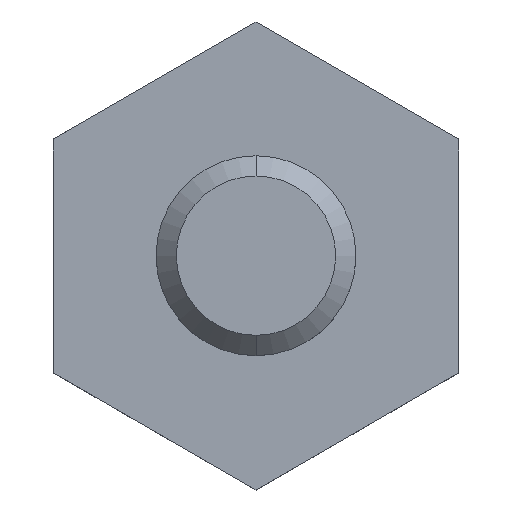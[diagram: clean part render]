
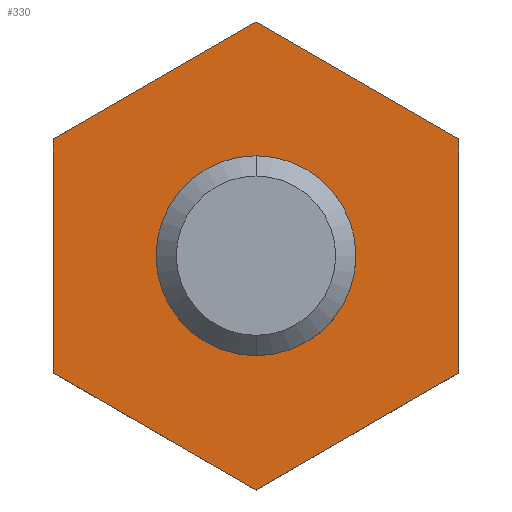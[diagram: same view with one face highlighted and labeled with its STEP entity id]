
A CAD part, top view. The second image highlights one B-rep face of the part: STEP entity #330.
In plain terms, the highlighted planar face has unit normal (0, 0, 1).
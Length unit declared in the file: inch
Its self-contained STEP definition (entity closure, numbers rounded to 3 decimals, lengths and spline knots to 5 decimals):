
#1=DIRECTION('',(0.866,0.5,0.));
#2=VECTOR('',#1,0.43301);
#3=CARTESIAN_POINT('',(-0.375,0.21651,0.));
#4=LINE('',#3,#2);
#5=DIRECTION('',(0.866,-0.5,0.));
#6=VECTOR('',#5,0.43301);
#7=CARTESIAN_POINT('',(0.,0.43301,0.));
#8=LINE('',#7,#6);
#9=DIRECTION('',(0.,-1.,0.));
#10=VECTOR('',#9,0.43301);
#11=CARTESIAN_POINT('',(0.375,0.21651,0.));
#12=LINE('',#11,#10);
#13=DIRECTION('',(-0.866,-0.5,0.));
#14=VECTOR('',#13,0.43301);
#15=CARTESIAN_POINT('',(0.375,-0.21651,0.));
#16=LINE('',#15,#14);
#17=DIRECTION('',(-0.866,0.5,0.));
#18=VECTOR('',#17,0.43301);
#19=CARTESIAN_POINT('',(0.,-0.43301,0.));
#20=LINE('',#19,#18);
#21=DIRECTION('',(0.,1.,0.));
#22=VECTOR('',#21,0.43301);
#23=CARTESIAN_POINT('',(-0.375,-0.21651,0.));
#24=LINE('',#23,#22);
#25=CARTESIAN_POINT('',(0.,0.,0.));
#26=DIRECTION('',(0.,0.,-1.));
#27=DIRECTION('',(0.,1.,0.));
#28=AXIS2_PLACEMENT_3D('',#25,#26,#27);
#30=CARTESIAN_POINT('',(0.,0.,0.));
#31=DIRECTION('',(0.,0.,-1.));
#32=DIRECTION('',(0.,-1.,0.));
#33=AXIS2_PLACEMENT_3D('',#30,#31,#32);
#257=CARTESIAN_POINT('',(-0.375,0.21651,0.));
#258=CARTESIAN_POINT('',(0.,0.43301,0.));
#259=VERTEX_POINT('',#257);
#260=VERTEX_POINT('',#258);
#261=CARTESIAN_POINT('',(0.375,0.21651,0.));
#262=VERTEX_POINT('',#261);
#263=CARTESIAN_POINT('',(0.375,-0.21651,0.));
#264=VERTEX_POINT('',#263);
#265=CARTESIAN_POINT('',(0.,-0.43301,0.));
#266=VERTEX_POINT('',#265);
#267=CARTESIAN_POINT('',(-0.375,-0.21651,0.));
#268=VERTEX_POINT('',#267);
#299=CARTESIAN_POINT('',(0.,0.1625,0.));
#300=CARTESIAN_POINT('',(0.,-0.1625,0.));
#301=VERTEX_POINT('',#299);
#302=VERTEX_POINT('',#300);
#305=CARTESIAN_POINT('',(0.,0.,0.));
#306=DIRECTION('',(0.,0.,-1.));
#307=DIRECTION('',(0.,-1.,0.));
#308=AXIS2_PLACEMENT_3D('',#305,#306,#307);
#309=PLANE('',#308);
#311=ORIENTED_EDGE('',*,*,#310,.T.);
#313=ORIENTED_EDGE('',*,*,#312,.T.);
#315=ORIENTED_EDGE('',*,*,#314,.T.);
#317=ORIENTED_EDGE('',*,*,#316,.T.);
#319=ORIENTED_EDGE('',*,*,#318,.T.);
#321=ORIENTED_EDGE('',*,*,#320,.T.);
#322=EDGE_LOOP('',(#311,#313,#315,#317,#319,#321));
#323=FACE_OUTER_BOUND('',#322,.F.);
#325=ORIENTED_EDGE('',*,*,#324,.F.);
#327=ORIENTED_EDGE('',*,*,#326,.F.);
#328=EDGE_LOOP('',(#325,#327));
#329=FACE_BOUND('',#328,.F.);
#330=ADVANCED_FACE('',(#323,#329),#309,.F.);
#29=CIRCLE('',#28,0.1625);
#34=CIRCLE('',#33,0.1625);
#310=EDGE_CURVE('',#259,#260,#4,.T.);
#312=EDGE_CURVE('',#260,#262,#8,.T.);
#314=EDGE_CURVE('',#262,#264,#12,.T.);
#316=EDGE_CURVE('',#264,#266,#16,.T.);
#318=EDGE_CURVE('',#266,#268,#20,.T.);
#320=EDGE_CURVE('',#268,#259,#24,.T.);
#324=EDGE_CURVE('',#301,#302,#29,.T.);
#326=EDGE_CURVE('',#302,#301,#34,.T.);
